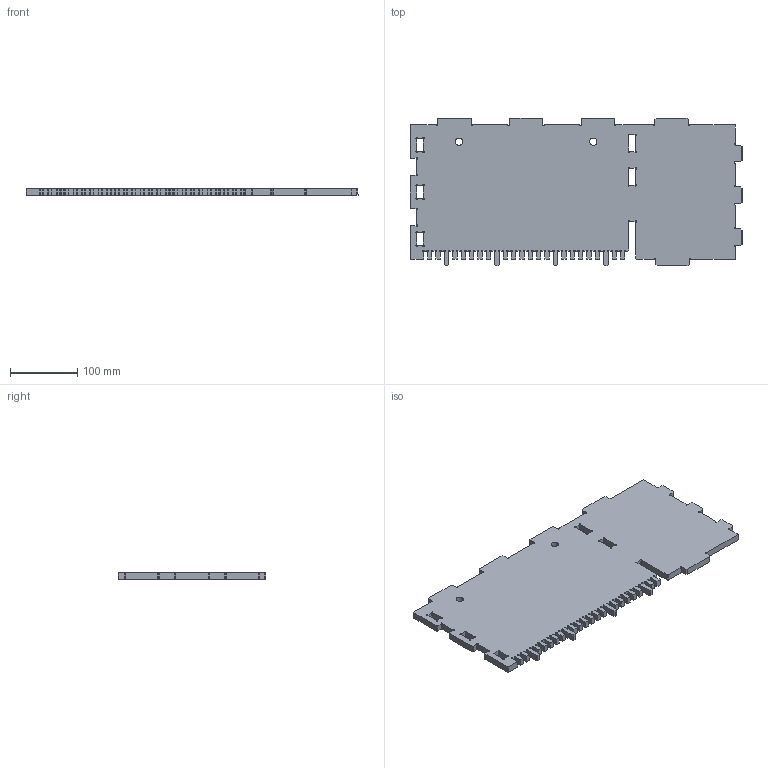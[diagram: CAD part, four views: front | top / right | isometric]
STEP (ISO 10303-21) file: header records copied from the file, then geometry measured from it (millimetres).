
FILE_DESCRIPTION (( 'STEP AP203' ), '1' );
FILE_NAME ('SHRPRO-V1 1110.04-A Fixed blades plate 2.step', '2019-12-23T20:11:42', ( '' ), ( '' ), 'SwSTEP 2.0', 'SolidWorks 2018', '' );
FILE_SCHEMA (( 'CONFIG_CONTROL_DESIGN' ));
Length unit declared in the file: millimetre
Products named in the file (1): SHRPRO-V1 1110.04-A Fixed blades plate 2
Bounding box: 495 x 220 x 10 mm (x, y, z)
Volume: 960856.4 mm3; surface area: 221424 mm2
Topology: 1 solids, 1 shells, 337 faces, 1005 edges, 670 vertices
Faces by surface type: plane 203, cylinder 134
Entity records: 11410 total; most frequent: CARTESIAN_POINT 2055, ORIENTED_EDGE 2010, DIRECTION 1907, EDGE_CURVE 1005, LINE 695, VECTOR 695, VERTEX_POINT 670, AXIS2_PLACEMENT_3D 606
